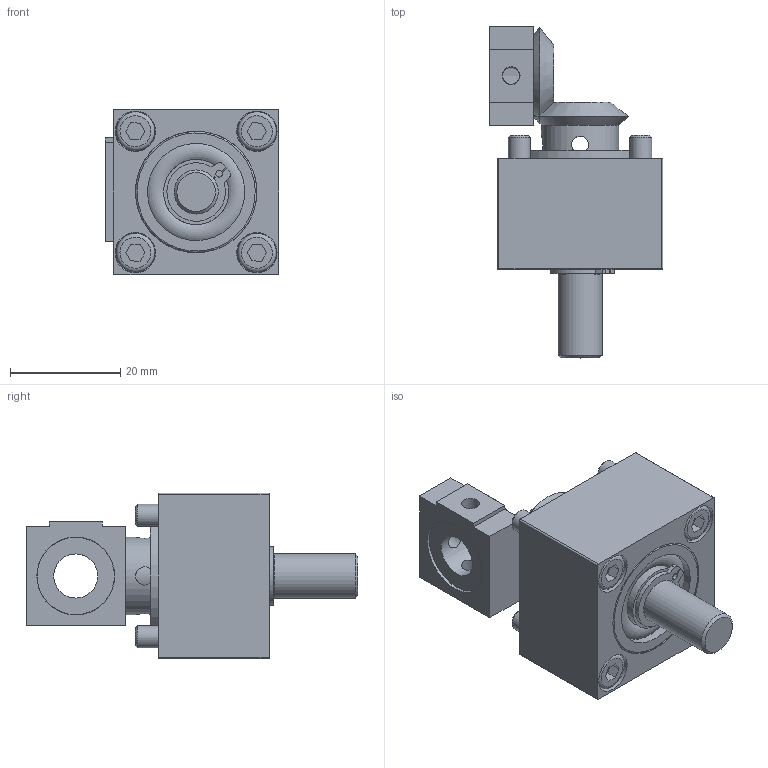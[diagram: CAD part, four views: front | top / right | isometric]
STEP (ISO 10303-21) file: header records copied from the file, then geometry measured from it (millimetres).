
FILE_DESCRIPTION(/* description */ ('Unknown'),/* implementation_level */ '2;1');
FILE_NAME(/* name */ 'A-0000175-Kegelradgetriebe30-Doppellager',/* time_stamp */ '2020-04-02T16:41:19+02:00',/* author */ ('Unknown'),/* organization */ ('Unknown'),/* preprocessor_version */ 'ST-DEVELOPER v16.7',/* originating_system */ 'Solid Edge',/* authorisation */ 'Unknown');
FILE_SCHEMA (('AUTOMOTIVE_DESIGN {1 0 10303 214 3 1 1}'));
Length unit declared in the file: millimetre
Products named in the file (1): A-0000175-Kegelradgetriebe30-Doppellager-dy
Bounding box: 31.5 x 60.1 x 30 mm (x, y, z)
Volume: 21882.2 mm3; surface area: 11255.4 mm2
Topology: 1 solids, 1 shells, 189 faces, 457 edges, 295 vertices
Faces by surface type: plane 97, cylinder 59, cone 23, torus 10
Full cylindrical faces by diameter (mm): 3.1 x3, 3.242 x1, 3.3 x2, 4 x4, 4.3 x4, 7 x4, 7.3 x4, 7.6 x2, 8 x6, 11.8 x2, 14 x2, 14.1 x1, 17.6 x2, 22 x2, 23 x1
Entity records: 7577 total; most frequent: CARTESIAN_POINT 2224, DIRECTION 848, ORIENTED_EDGE 710, EDGE_CURVE 355, AXIS2_PLACEMENT_3D 334, EDGE_LOOP 293, FACE_BOUND 293, VERTEX_POINT 256
